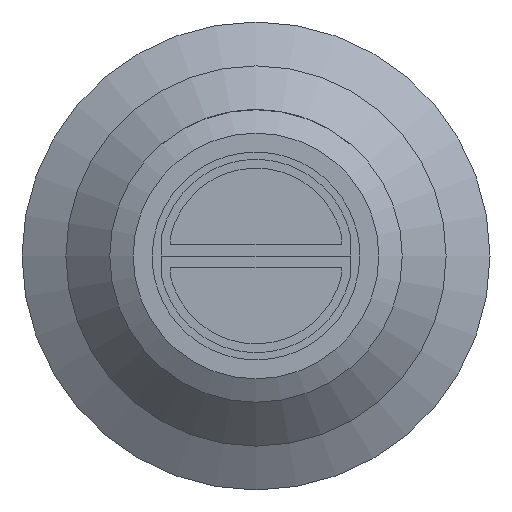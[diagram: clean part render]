
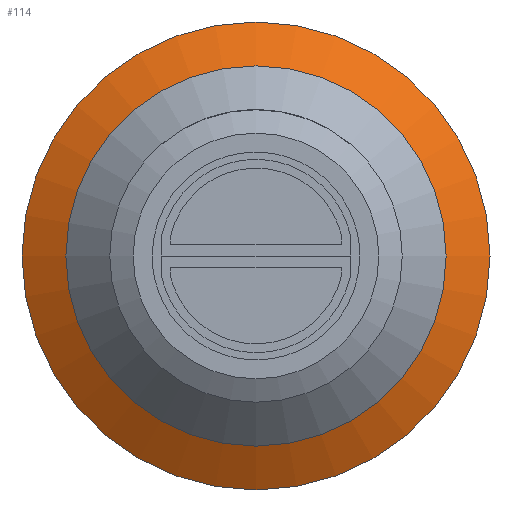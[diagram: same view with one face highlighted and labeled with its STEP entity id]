
A CAD part, front view. The second image highlights one B-rep face of the part: STEP entity #114.
In plain terms, the highlighted conical face has half-angle 60 degrees and reference radius 4 mm.
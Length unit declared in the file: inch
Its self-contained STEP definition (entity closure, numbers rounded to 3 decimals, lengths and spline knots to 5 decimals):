
#92 = CARTESIAN_POINT ( 'NONE',  ( 0.15748, 0.33201, 0. ) ) ;
#114 = ADVANCED_FACE ( 'NONE', ( #975, #156 ), #473, .T. ) ;
#141 = DIRECTION ( 'NONE',  ( 0., -1., 0. ) ) ;
#156 = FACE_BOUND ( 'NONE', #433, .T. ) ;
#212 = EDGE_LOOP ( 'NONE', ( #319 ) ) ;
#291 = DIRECTION ( 'NONE',  ( 1., 0., 0. ) ) ;
#294 = EDGE_CURVE ( 'NONE', #541, #541, #551, .T. ) ;
#319 = ORIENTED_EDGE ( 'NONE', *, *, #294, .T. ) ;
#320 = DIRECTION ( 'NONE',  ( 0., 0., 1. ) ) ;
#393 = AXIS2_PLACEMENT_3D ( 'NONE', #888, #550, #291 ) ;
#433 = EDGE_LOOP ( 'NONE', ( #712 ) ) ;
#473 = CONICAL_SURFACE ( 'NONE', #866, 0.15748, 1.047 ) ;
#541 = VERTEX_POINT ( 'NONE', #92 ) ;
#550 = DIRECTION ( 'NONE',  ( 0., -1., 0. ) ) ;
#551 = CIRCLE ( 'NONE', #393, 0.15748 ) ;
#665 = CARTESIAN_POINT ( 'NONE',  ( 0., 0.33201, 0. ) ) ;
#700 = CIRCLE ( 'NONE', #760, 0.12795 ) ;
#712 = ORIENTED_EDGE ( 'NONE', *, *, #819, .F. ) ;
#731 = CARTESIAN_POINT ( 'NONE',  ( 0., 0.31496, 0. ) ) ;
#760 = AXIS2_PLACEMENT_3D ( 'NONE', #731, #141, #912 ) ;
#774 = VERTEX_POINT ( 'NONE', #893 ) ;
#819 = EDGE_CURVE ( 'NONE', #774, #774, #700, .T. ) ;
#828 = DIRECTION ( 'NONE',  ( 0., 1., 0. ) ) ;
#866 = AXIS2_PLACEMENT_3D ( 'NONE', #665, #828, #320 ) ;
#888 = CARTESIAN_POINT ( 'NONE',  ( 0., 0.33201, 0. ) ) ;
#893 = CARTESIAN_POINT ( 'NONE',  ( 0., 0.31496, -0.12795 ) ) ;
#912 = DIRECTION ( 'NONE',  ( 0., 0., -1. ) ) ;
#975 = FACE_OUTER_BOUND ( 'NONE', #212, .T. ) ;
